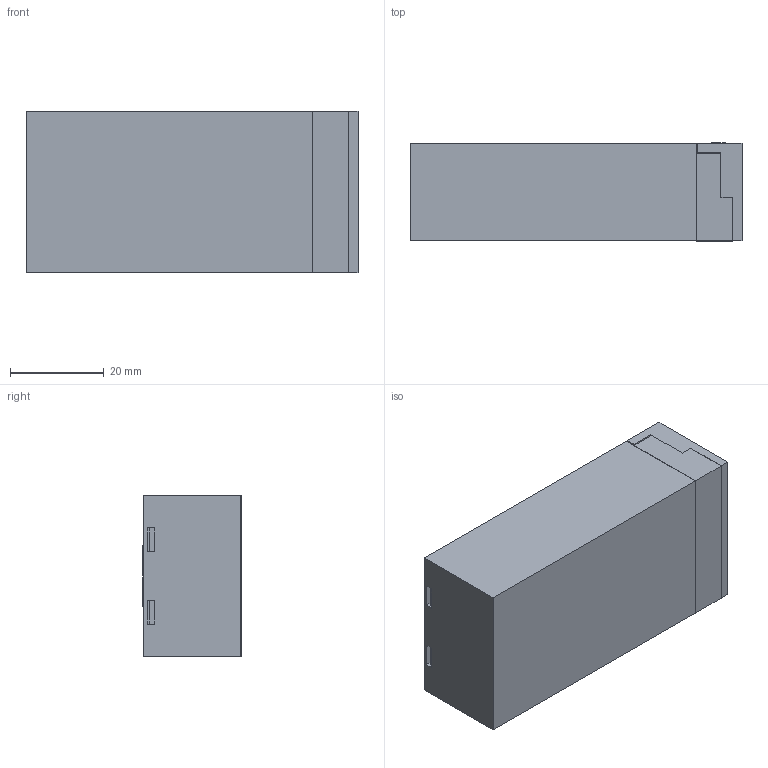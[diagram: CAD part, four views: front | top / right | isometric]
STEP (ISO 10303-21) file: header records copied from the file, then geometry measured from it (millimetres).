
FILE_DESCRIPTION (( 'STEP AP214' ), '1' );
FILE_NAME ('BNISHIDA DESIGN CHALLENGE.STEP', '2023-04-06T18:35:28', ( '' ), ( '' ), 'SwSTEP 2.0', 'SolidWorks 2021', '' );
FILE_SCHEMA (( 'AUTOMOTIVE_DESIGN' ));
Length unit declared in the file: millimetre
Products named in the file (12): BUTTON; 91294A004_Black-Oxide Alloy Steel Hex Drive Flat Head Screw_91294A004; BNISHIDA DESIGN CHALLENGE; CATCH; COVER; 9435K11_302 Stainless Steel Corrosion-Resistant Compression Springs_9435K11; BOX; REAR COVER; BATTERY; NEO MAGNET COVER; PLATE; 92095A452_Button Head Hex Drive Screw_92095A452
Assembly tree (19 placements, depth 2):
  BNISHIDA DESIGN CHALLENGE
    PLATE
    CATCH  x2
    9435K11_302 Stainless Steel Corrosion-Resistant Compression Springs_9435K11  x2
    COVER
    BUTTON
    BOX
    BATTERY  x2
    NEO MAGNET COVER  x4
    REAR COVER
    92095A452_Button Head Hex Drive Screw_92095A452  x2
    91294A004_Black-Oxide Alloy Steel Hex Drive Flat Head Screw_91294A004  x2
Bounding box: 70.81 x 20.91 x 34.5 mm (x, y, z)
Volume: 36834.7 mm3; surface area: 26824.2 mm2
Topology: 21 solids, 21 shells, 367 faces, 861 edges, 548 vertices
Faces by surface type: plane 208, cylinder 99, cone 44, bspline 12, sphere 4
Entity records: 11865 total; most frequent: CARTESIAN_POINT 4629, DIRECTION 1416, ORIENTED_EDGE 1358, EDGE_CURVE 679, AXIS2_PLACEMENT_3D 476, VECTOR 464, LINE 464, VERTEX_POINT 439
